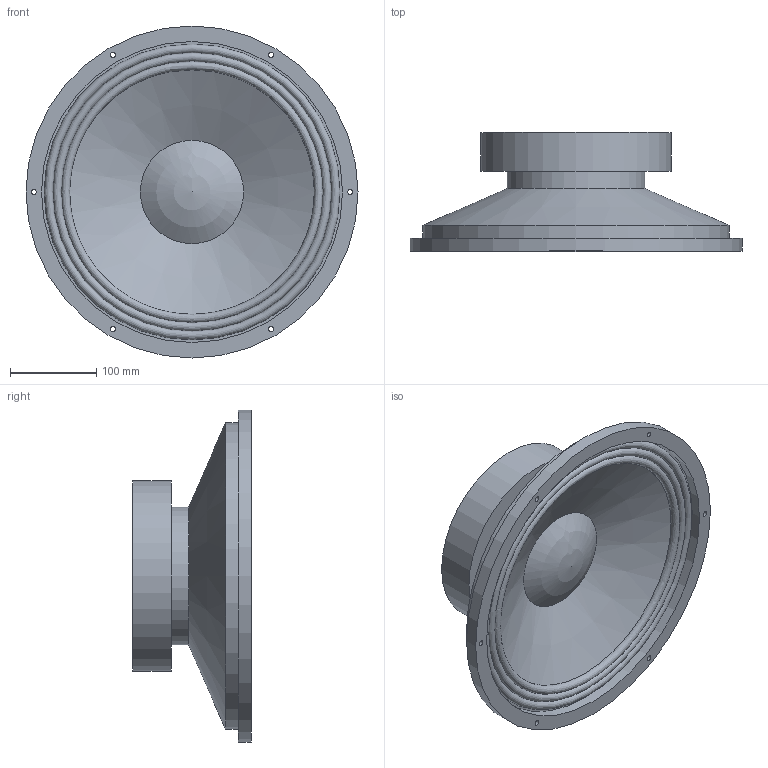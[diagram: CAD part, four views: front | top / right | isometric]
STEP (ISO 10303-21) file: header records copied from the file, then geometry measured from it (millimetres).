
FILE_DESCRIPTION(('FreeCAD Model'),'2;1');
FILE_NAME('PA_15in.step', '2020-04-03T16:44:44',('Author'),(''), 'Open CASCADE STEP processor 6.8','FreeCAD','Unknown');
FILE_SCHEMA(('AUTOMOTIVE_DESIGN_CC2 { 1 2 10303 214 -1 1 5 4 }'));
Length unit declared in the file: millimetre
Products named in the file (1): PA_15in
Bounding box: 386 x 138 x 386 mm (x, y, z)
Volume: 5318840.9 mm3; surface area: 395910.1 mm2
Topology: 1 solids, 1 shells, 22 faces, 45 edges, 28 vertices
Faces by surface type: cylinder 11, plane 5, revolution 3, cone 2, sphere 1
Full cylindrical faces by diameter (mm): 6 x6, 160 x1, 222 x1, 350 x1, 356 x1, 386 x1
Entity records: 1249 total; most frequent: CARTESIAN_POINT 252, DIRECTION 201, ORIENTED_EDGE 88, PCURVE 88, DEFINITIONAL_REPRESENTATION 88, LINE 80, VECTOR 80, AXIS2_PLACEMENT_3D 54
